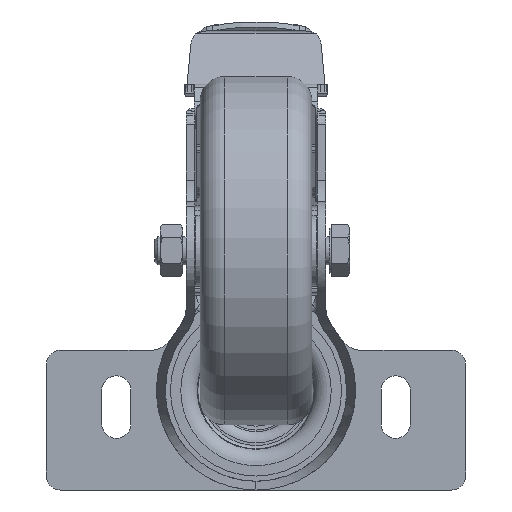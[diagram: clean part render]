
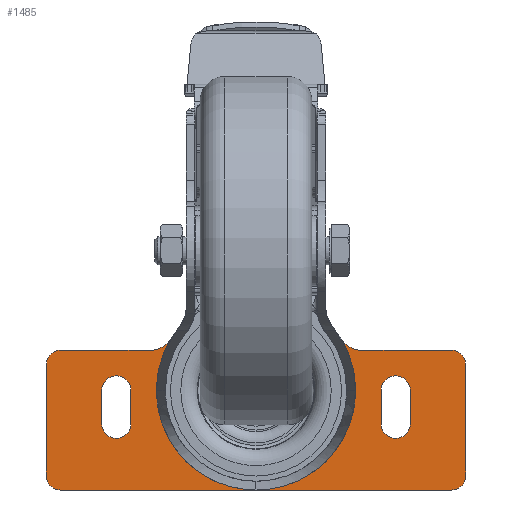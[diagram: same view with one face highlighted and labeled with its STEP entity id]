
A CAD part, front view. The second image highlights one B-rep face of the part: STEP entity #1485.
In plain terms, the highlighted planar face has unit normal (0, -1, 0).
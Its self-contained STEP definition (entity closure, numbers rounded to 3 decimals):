
#1485=ADVANCED_FACE('',(#3120,#3121,#3122,#3123),#3124,.T.);
#3120=FACE_OUTER_BOUND('',#11158,.T.);
#3121=FACE_BOUND('',#11159,.T.);
#3122=FACE_BOUND('',#11160,.T.);
#3123=FACE_BOUND('',#11161,.T.);
#3124=PLANE('',#11162);
#11158=EDGE_LOOP('',(#16975,#16976,#16977,#16978,#16979,#16980,#16981,#16982,#16983,#16984,#16985,#16986));
#11159=EDGE_LOOP('',(#16987,#16988,#16989,#16990));
#11160=EDGE_LOOP('',(#16991));
#11161=EDGE_LOOP('',(#16992,#16993,#16994,#16995));
#11162=AXIS2_PLACEMENT_3D('',#16996,#16997,#16998);
#16975=ORIENTED_EDGE('',*,*,#19120,.T.);
#16976=ORIENTED_EDGE('',*,*,#19126,.T.);
#16977=ORIENTED_EDGE('',*,*,#19130,.T.);
#16978=ORIENTED_EDGE('',*,*,#19131,.T.);
#16979=ORIENTED_EDGE('',*,*,#19132,.T.);
#16980=ORIENTED_EDGE('',*,*,#19133,.T.);
#16981=ORIENTED_EDGE('',*,*,#19134,.T.);
#16982=ORIENTED_EDGE('',*,*,#19135,.T.);
#16983=ORIENTED_EDGE('',*,*,#19136,.T.);
#16984=ORIENTED_EDGE('',*,*,#19137,.T.);
#16985=ORIENTED_EDGE('',*,*,#19138,.T.);
#16986=ORIENTED_EDGE('',*,*,#19129,.T.);
#16987=ORIENTED_EDGE('',*,*,#19139,.T.);
#16988=ORIENTED_EDGE('',*,*,#19140,.T.);
#16989=ORIENTED_EDGE('',*,*,#19141,.T.);
#16990=ORIENTED_EDGE('',*,*,#19142,.T.);
#16991=ORIENTED_EDGE('',*,*,#19143,.T.);
#16992=ORIENTED_EDGE('',*,*,#19144,.T.);
#16993=ORIENTED_EDGE('',*,*,#19145,.T.);
#16994=ORIENTED_EDGE('',*,*,#19146,.T.);
#16995=ORIENTED_EDGE('',*,*,#19147,.T.);
#16996=CARTESIAN_POINT('',(-56.0,132.9,7.5));
#16997=DIRECTION('',(0.0,-1.0,0.0));
#16998=DIRECTION('',(0.0,0.0,-1.0));
#19120=EDGE_CURVE('',#22408,#22409,#22410,.T.);
#19126=EDGE_CURVE('',#22409,#22418,#22420,.F.);
#19129=EDGE_CURVE('',#22422,#22408,#22425,.F.);
#19130=EDGE_CURVE('',#22418,#22426,#22427,.F.);
#19131=EDGE_CURVE('',#22426,#22428,#22429,.T.);
#19132=EDGE_CURVE('',#22428,#22430,#22431,.F.);
#19133=EDGE_CURVE('',#22430,#22432,#22433,.F.);
#19134=EDGE_CURVE('',#22432,#22434,#22435,.T.);
#19135=EDGE_CURVE('',#22434,#22436,#22437,.T.);
#19136=EDGE_CURVE('',#22436,#22438,#22439,.T.);
#19137=EDGE_CURVE('',#22438,#22440,#22441,.T.);
#19138=EDGE_CURVE('',#22440,#22422,#22442,.T.);
#19139=EDGE_CURVE('',#22443,#22444,#22445,.T.);
#19140=EDGE_CURVE('',#22444,#22446,#22447,.F.);
#19141=EDGE_CURVE('',#22446,#22448,#22449,.F.);
#19142=EDGE_CURVE('',#22448,#22443,#22450,.F.);
#19143=EDGE_CURVE('',#22451,#22451,#22452,.F.);
#19144=EDGE_CURVE('',#22453,#22454,#22455,.T.);
#19145=EDGE_CURVE('',#22454,#22456,#22457,.F.);
#19146=EDGE_CURVE('',#22456,#22458,#22459,.F.);
#19147=EDGE_CURVE('',#22458,#22453,#22460,.F.);
#22408=VERTEX_POINT('',#31040);
#22409=VERTEX_POINT('',#31041);
#22410=CIRCLE('',#31042,4.0);
#22418=VERTEX_POINT('',#31053);
#22420=LINE('',#31056,#31057);
#22422=VERTEX_POINT('',#31059);
#22425=LINE('',#31064,#31065);
#22426=VERTEX_POINT('',#31066);
#22427=CIRCLE('',#31067,7.0);
#22428=VERTEX_POINT('',#31068);
#22429=CIRCLE('',#31069,28.5);
#22430=VERTEX_POINT('',#31070);
#22431=CIRCLE('',#31071,7.0);
#22432=VERTEX_POINT('',#31072);
#22433=LINE('',#31073,#31074);
#22434=VERTEX_POINT('',#31075);
#22435=CIRCLE('',#31076,4.0);
#22436=VERTEX_POINT('',#31077);
#22437=LINE('',#31078,#31079);
#22438=VERTEX_POINT('',#31080);
#22439=CIRCLE('',#31081,4.0);
#22440=VERTEX_POINT('',#31082);
#22441=LINE('',#31083,#31084);
#22442=CIRCLE('',#31085,4.0);
#22443=VERTEX_POINT('',#31086);
#22444=VERTEX_POINT('',#31087);
#22445=LINE('',#31088,#31089);
#22446=VERTEX_POINT('',#31090);
#22447=CIRCLE('',#31091,4.2);
#22448=VERTEX_POINT('',#31092);
#22449=LINE('',#31093,#31094);
#22450=CIRCLE('',#31095,4.2);
#22451=VERTEX_POINT('',#31096);
#22452=CIRCLE('',#31097,19.5);
#22453=VERTEX_POINT('',#31098);
#22454=VERTEX_POINT('',#31099);
#22455=LINE('',#31100,#31101);
#22456=VERTEX_POINT('',#31102);
#22457=CIRCLE('',#31103,4.2);
#22458=VERTEX_POINT('',#31104);
#22459=LINE('',#31105,#31106);
#22460=CIRCLE('',#31107,4.2);
#31040=CARTESIAN_POINT('',(60.0,132.9,7.5));
#31041=CARTESIAN_POINT('',(56.0,132.9,11.5));
#31042=AXIS2_PLACEMENT_3D('',#33612,#33613,#33614);
#31053=CARTESIAN_POINT('',(30.299,132.9,11.5));
#31056=CARTESIAN_POINT('',(-56.0,132.9,11.5));
#31057=VECTOR('',#33622,1.0);
#31059=CARTESIAN_POINT('',(60.0,132.9,-24.5));
#31064=CARTESIAN_POINT('',(60.0,132.9,7.5));
#31065=VECTOR('',#33625,1.0);
#31066=CARTESIAN_POINT('',(24.324,132.9,14.852));
#31067=AXIS2_PLACEMENT_3D('',#33626,#33627,#33628);
#31068=CARTESIAN_POINT('',(-24.324,132.9,14.852));
#31069=AXIS2_PLACEMENT_3D('',#33629,#33630,#33631);
#31070=CARTESIAN_POINT('',(-30.299,132.9,11.5));
#31071=AXIS2_PLACEMENT_3D('',#33632,#33633,#33634);
#31072=CARTESIAN_POINT('',(-56.0,132.9,11.5));
#31073=CARTESIAN_POINT('',(-56.0,132.9,11.5));
#31074=VECTOR('',#33635,1.0);
#31075=CARTESIAN_POINT('',(-60.0,132.9,7.5));
#31076=AXIS2_PLACEMENT_3D('',#33636,#33637,#33638);
#31077=CARTESIAN_POINT('',(-60.0,132.9,-24.5));
#31078=CARTESIAN_POINT('',(-60.0,132.9,7.5));
#31079=VECTOR('',#33639,1.0);
#31080=CARTESIAN_POINT('',(-56.0,132.9,-28.5));
#31081=AXIS2_PLACEMENT_3D('',#33640,#33641,#33642);
#31082=CARTESIAN_POINT('',(56.0,132.9,-28.5));
#31083=CARTESIAN_POINT('',(-56.0,132.9,-28.5));
#31084=VECTOR('',#33643,1.0);
#31085=AXIS2_PLACEMENT_3D('',#33644,#33645,#33646);
#31086=CARTESIAN_POINT('',(44.2,132.9,0.));
#31087=CARTESIAN_POINT('',(44.2,132.9,-9.5));
#31088=CARTESIAN_POINT('',(44.2,132.9,7.5));
#31089=VECTOR('',#33647,1.0);
#31090=CARTESIAN_POINT('',(35.8,132.9,-9.5));
#31091=AXIS2_PLACEMENT_3D('',#33648,#33649,#33650);
#31092=CARTESIAN_POINT('',(35.8,132.9,0.));
#31093=CARTESIAN_POINT('',(35.8,132.9,7.5));
#31094=VECTOR('',#33651,1.0);
#31095=AXIS2_PLACEMENT_3D('',#33652,#33653,#33654);
#31096=CARTESIAN_POINT('',(0.,132.9,-19.5));
#31097=AXIS2_PLACEMENT_3D('',#33655,#33656,#33657);
#31098=CARTESIAN_POINT('',(-35.8,132.9,0.));
#31099=CARTESIAN_POINT('',(-35.8,132.9,-9.5));
#31100=CARTESIAN_POINT('',(-35.8,132.9,7.5));
#31101=VECTOR('',#33658,1.0);
#31102=CARTESIAN_POINT('',(-44.2,132.9,-9.5));
#31103=AXIS2_PLACEMENT_3D('',#33659,#33660,#33661);
#31104=CARTESIAN_POINT('',(-44.2,132.9,0.));
#31105=CARTESIAN_POINT('',(-44.2,132.9,7.5));
#31106=VECTOR('',#33662,1.0);
#31107=AXIS2_PLACEMENT_3D('',#33663,#33664,#33665);
#33612=CARTESIAN_POINT('',(56.0,132.9,7.5));
#33613=DIRECTION('',(0.0,-1.0,0.0));
#33614=DIRECTION('',(0.0,0.0,-1.0));
#33622=DIRECTION('',(1.0,0.0,0.0));
#33625=DIRECTION('',(0.0,0.0,-1.0));
#33626=CARTESIAN_POINT('',(30.299,132.9,18.5));
#33627=DIRECTION('',(0.0,-1.0,0.0));
#33628=DIRECTION('',(0.0,0.0,-1.0));
#33629=CARTESIAN_POINT('',(0.,132.9,0.));
#33630=DIRECTION('',(0.0,-1.0,0.0));
#33631=DIRECTION('',(0.0,0.0,-1.0));
#33632=CARTESIAN_POINT('',(-30.299,132.9,18.5));
#33633=DIRECTION('',(0.0,-1.0,0.0));
#33634=DIRECTION('',(0.0,0.0,-1.0));
#33635=DIRECTION('',(1.0,0.0,0.0));
#33636=CARTESIAN_POINT('',(-56.0,132.9,7.5));
#33637=DIRECTION('',(0.0,-1.0,0.0));
#33638=DIRECTION('',(0.0,0.0,-1.0));
#33639=DIRECTION('',(0.0,0.0,-1.0));
#33640=CARTESIAN_POINT('',(-56.0,132.9,-24.5));
#33641=DIRECTION('',(0.0,-1.0,0.0));
#33642=DIRECTION('',(0.0,0.0,-1.0));
#33643=DIRECTION('',(1.0,0.0,0.0));
#33644=CARTESIAN_POINT('',(56.0,132.9,-24.5));
#33645=DIRECTION('',(0.0,-1.0,0.0));
#33646=DIRECTION('',(0.0,0.0,-1.0));
#33647=DIRECTION('',(0.0,0.0,-1.0));
#33648=CARTESIAN_POINT('',(40.0,132.9,-9.5));
#33649=DIRECTION('',(0.0,-1.0,0.0));
#33650=DIRECTION('',(0.0,0.0,-1.0));
#33651=DIRECTION('',(0.0,0.0,-1.0));
#33652=CARTESIAN_POINT('',(40.0,132.9,0.));
#33653=DIRECTION('',(0.0,-1.0,0.0));
#33654=DIRECTION('',(0.0,0.0,-1.0));
#33655=CARTESIAN_POINT('',(0.,132.9,0.));
#33656=DIRECTION('',(0.0,-1.0,0.0));
#33657=DIRECTION('',(0.0,0.0,-1.0));
#33658=DIRECTION('',(0.0,0.0,-1.0));
#33659=CARTESIAN_POINT('',(-40.0,132.9,-9.5));
#33660=DIRECTION('',(0.0,-1.0,0.0));
#33661=DIRECTION('',(0.0,0.0,-1.0));
#33662=DIRECTION('',(0.0,0.0,-1.0));
#33663=CARTESIAN_POINT('',(-40.0,132.9,0.));
#33664=DIRECTION('',(0.0,-1.0,0.0));
#33665=DIRECTION('',(0.0,0.0,-1.0));
